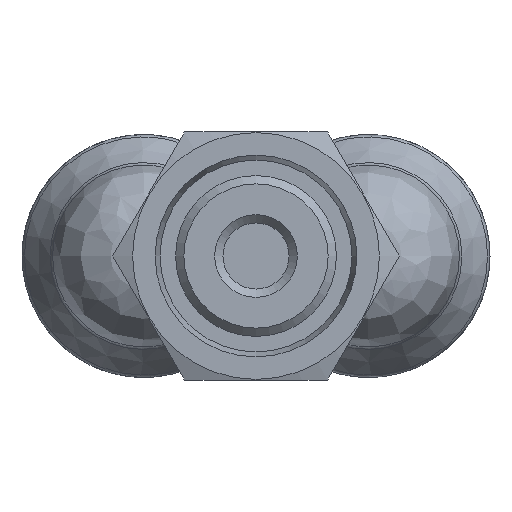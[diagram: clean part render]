
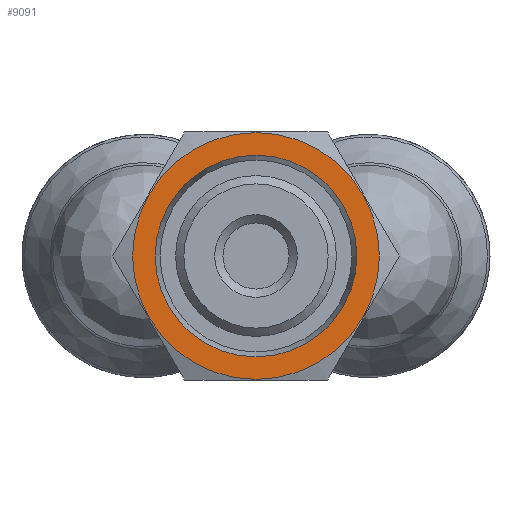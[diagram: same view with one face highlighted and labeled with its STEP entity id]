
A CAD part, front view. The second image highlights one B-rep face of the part: STEP entity #9091.
In plain terms, the highlighted face is planar.
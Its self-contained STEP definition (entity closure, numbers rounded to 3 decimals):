
#8568=CARTESIAN_POINT('',(-19.6,0.0,-6.1));
#8569=VERTEX_POINT('',#8568);
#8570=CARTESIAN_POINT('',(-19.6,0.0,0.0));
#8571=DIRECTION('',(1.0,0.0,0.0));
#8572=DIRECTION('',(0.0,0.0,-1.0));
#8573=AXIS2_PLACEMENT_3D('',#8570,#8571,#8572);
#8574=CIRCLE('',#8573,6.1);
#8575=EDGE_CURVE('',#8569,#8569,#8574,.T.);
#8785=CARTESIAN_POINT('',(-19.6,7.46,0.0));
#8786=VERTEX_POINT('',#8785);
#8787=CARTESIAN_POINT('',(-19.6,0.,0.0));
#8788=DIRECTION('',(-1.0,0.0,0.0));
#8789=DIRECTION('',(0.0,1.0,0.0));
#8790=AXIS2_PLACEMENT_3D('',#8787,#8788,#8789);
#8791=CIRCLE('',#8790,7.46);
#8792=EDGE_CURVE('',#8786,#8786,#8791,.T.);
#9080=CARTESIAN_POINT('',(-19.6,5.8,0.0));
#9081=DIRECTION('',(-1.0,0.0,0.0));
#9082=DIRECTION('',(0.0,0.0,1.0));
#9083=AXIS2_PLACEMENT_3D('',#9080,#9081,#9082);
#9084=PLANE('',#9083);
#9085=ORIENTED_EDGE('',*,*,#8792,.T.);
#9086=EDGE_LOOP('',(#9085));
#9087=FACE_OUTER_BOUND('',#9086,.T.);
#9088=ORIENTED_EDGE('',*,*,#8575,.T.);
#9089=EDGE_LOOP('',(#9088));
#9090=FACE_BOUND('',#9089,.T.);
#9091=ADVANCED_FACE('',(#9087,#9090),#9084,.T.);
